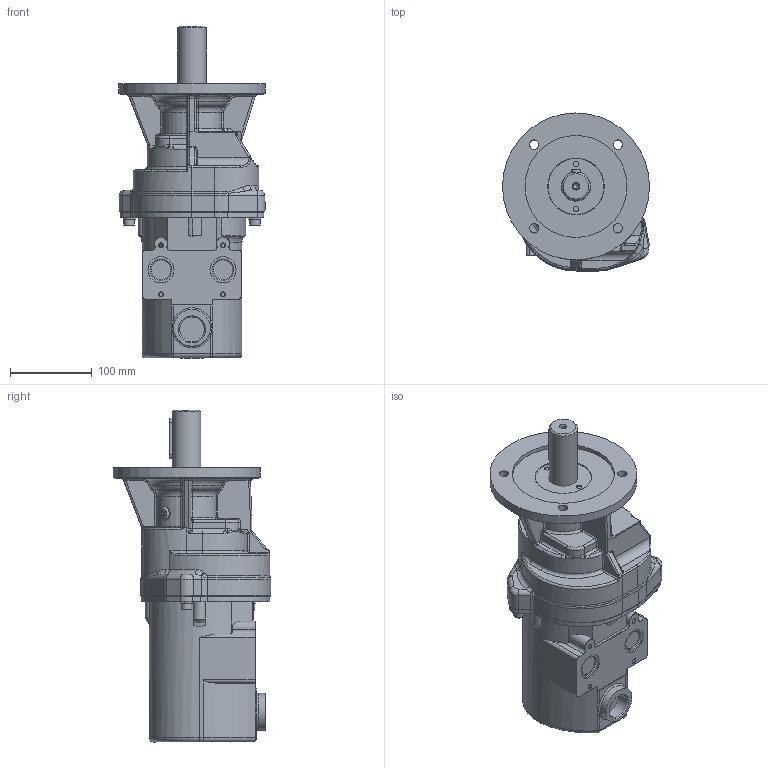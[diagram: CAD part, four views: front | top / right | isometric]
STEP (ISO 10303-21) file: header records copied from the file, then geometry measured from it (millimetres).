
FILE_DESCRIPTION(/* description */ ('MU 400-750 KRL'),/* implementation_level */ '2;1');
FILE_NAME(/* name */ 'MU 400-750 KRL_60036345.stp',/* time_stamp */ '2024-03-13T14:14:27+01:00',/* author */ ('DSteinicke'),/* organization */ (''),/* preprocessor_version */ 'ST-DEVELOPER v20',/* originating_system */ 'Autodesk Inventor 2024',/* authorisation */ '');
FILE_SCHEMA (('AUTOMOTIVE_DESIGN { 1 0 10303 214 3 1 1 }'));
Length unit declared in the file: millimetre
Products named in the file (1): 60036345
Bounding box: 180 x 193.3 x 406.7 mm (x, y, z)
Volume: 4659105.5 mm3; surface area: 256291.2 mm2
Topology: 2 solids, 8 shells, 767 faces, 1891 edges, 1148 vertices
Faces by surface type: plane 268, cylinder 254, bspline 134, torus 72, cone 31, sphere 8
Full cylindrical faces by diameter (mm): 2.5 x1, 2.8 x2, 3.9 x1, 4 x1, 4.2 x1, 4.917 x4, 4.99 x1, 6.5 x2, 6.647 x4, 7.4 x1, 7.9 x1, 8 x3, 9.5 x3, 10 x1, 11.5 x4, 13 x3, 16 x1, 24.117 x2, 30.291 x1, 32 x2, 35 x1, 36 x1, 45 x1, 68.376 x1, 125 x1, 180 x1
Entity records: 27526 total; most frequent: CARTESIAN_POINT 9176, ORIENTED_EDGE 3722, DIRECTION 3653, EDGE_CURVE 1861, AXIS2_PLACEMENT_3D 1428, VERTEX_POINT 1148, EDGE_LOOP 821, LINE 797
